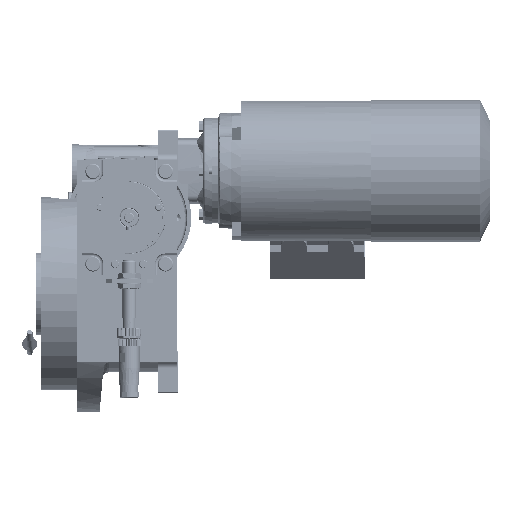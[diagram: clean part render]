
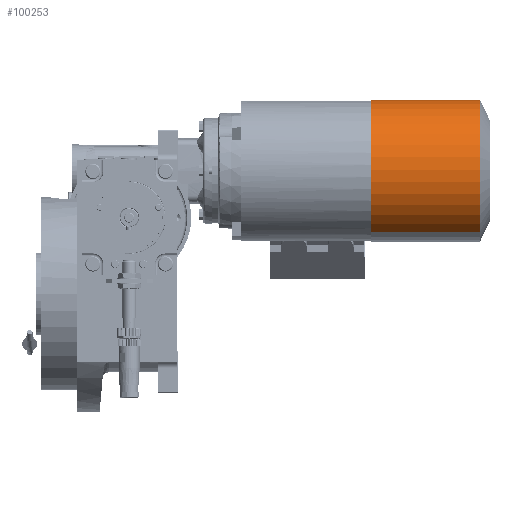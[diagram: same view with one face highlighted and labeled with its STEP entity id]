
A CAD part, left-side view. The second image highlights one B-rep face of the part: STEP entity #100253.
In plain terms, the highlighted cylindrical face has radius 60.5 mm (diameter 121 mm), a partial arc.
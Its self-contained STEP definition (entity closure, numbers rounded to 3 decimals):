
#10474 = VECTOR ( 'NONE', #29641, 1000. ) ;
#10488 = VERTEX_POINT ( 'NONE', #119915 ) ;
#17958 = LINE ( 'NONE', #28811, #10474 ) ;
#23289 = CARTESIAN_POINT ( 'NONE',  ( -158.212, -6.286, 0. ) ) ;
#26578 = CARTESIAN_POINT ( 'NONE',  ( -64.811, -20.922, -58.703 ) ) ;
#28811 = CARTESIAN_POINT ( 'NONE',  ( -158.212, -20.922, -58.703 ) ) ;
#29641 = DIRECTION ( 'NONE',  ( 1., 0., 0. ) ) ;
#32806 = CIRCLE ( 'NONE', #139228, 60.5 ) ;
#35647 = DIRECTION ( 'NONE',  ( -1., 0., 0. ) ) ;
#45712 = CARTESIAN_POINT ( 'NONE',  ( -26.951, -6.286, 0. ) ) ;
#45847 = DIRECTION ( 'NONE',  ( 0., -0.242, -0.97 ) ) ;
#49441 = CARTESIAN_POINT ( 'NONE',  ( -64.811, -6.286, 0. ) ) ;
#50723 = CIRCLE ( 'NONE', #72043, 60.5 ) ;
#60202 = CARTESIAN_POINT ( 'NONE',  ( -158.212, -20.922, -58.703 ) ) ;
#60658 = DIRECTION ( 'NONE',  ( 0., 0.242, 0.97 ) ) ;
#72043 = AXIS2_PLACEMENT_3D ( 'NONE', #49441, #117828, #76971 ) ;
#75581 = VERTEX_POINT ( 'NONE', #60202 ) ;
#76971 = DIRECTION ( 'NONE',  ( 0., 0.242, 0.97 ) ) ;
#79997 = ORIENTED_EDGE ( 'NONE', *, *, #149805, .T. ) ;
#84327 = ORIENTED_EDGE ( 'NONE', *, *, #112694, .F. ) ;
#85863 = DIRECTION ( 'NONE',  ( -1., 0., 0. ) ) ;
#86984 = AXIS2_PLACEMENT_3D ( 'NONE', #45712, #35647, #60658 ) ;
#90564 = DIRECTION ( 'NONE',  ( -1., 0., 0. ) ) ;
#100253 = ADVANCED_FACE ( 'NONE', ( #110787 ), #135774, .T. ) ;
#103371 = EDGE_LOOP ( 'NONE', ( #153754, #79997, #84327, #144915 ) ) ;
#110787 = FACE_OUTER_BOUND ( 'NONE', #103371, .T. ) ;
#112694 = EDGE_CURVE ( 'NONE', #75581, #118836, #32806, .T. ) ;
#117828 = DIRECTION ( 'NONE',  ( 1., 0., 0. ) ) ;
#118836 = VERTEX_POINT ( 'NONE', #160042 ) ;
#119915 = CARTESIAN_POINT ( 'NONE',  ( -64.811, 8.35, 58.703 ) ) ;
#124359 = VERTEX_POINT ( 'NONE', #26578 ) ;
#128905 = CARTESIAN_POINT ( 'NONE',  ( -64.811, 8.35, 58.703 ) ) ;
#135774 = CYLINDRICAL_SURFACE ( 'NONE', #86984, 60.5 ) ;
#139208 = VECTOR ( 'NONE', #90564, 1000. ) ;
#139228 = AXIS2_PLACEMENT_3D ( 'NONE', #23289, #85863, #45847 ) ;
#139984 = EDGE_CURVE ( 'NONE', #75581, #124359, #17958, .T. ) ;
#142202 = LINE ( 'NONE', #128905, #139208 ) ;
#144915 = ORIENTED_EDGE ( 'NONE', *, *, #139984, .T. ) ;
#149805 = EDGE_CURVE ( 'NONE', #10488, #118836, #142202, .T. ) ;
#153754 = ORIENTED_EDGE ( 'NONE', *, *, #155911, .F. ) ;
#155911 = EDGE_CURVE ( 'NONE', #10488, #124359, #50723, .T. ) ;
#160042 = CARTESIAN_POINT ( 'NONE',  ( -158.212, 8.35, 58.703 ) ) ;
